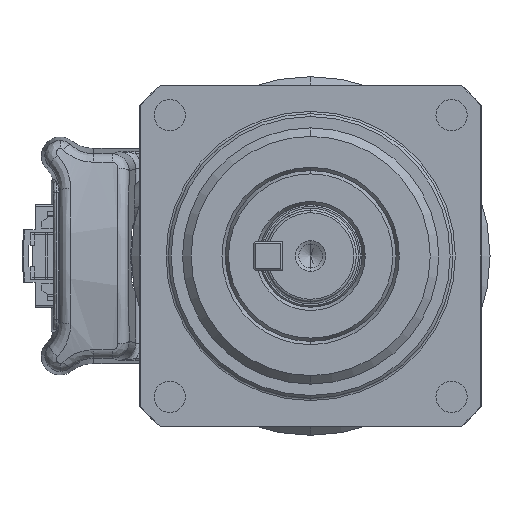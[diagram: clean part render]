
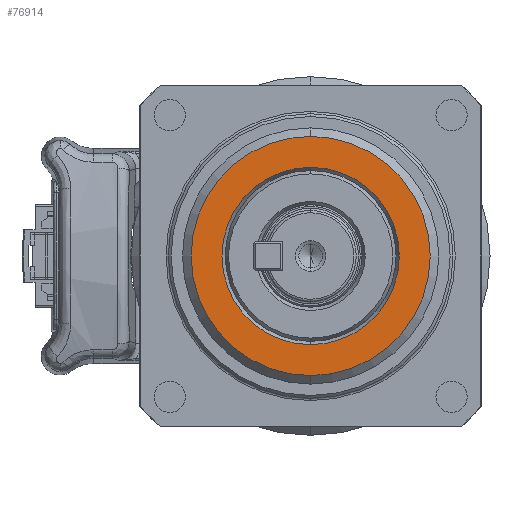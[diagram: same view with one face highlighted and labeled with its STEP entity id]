
A CAD part, left-side view. The second image highlights one B-rep face of the part: STEP entity #76914.
In plain terms, the highlighted face is planar.
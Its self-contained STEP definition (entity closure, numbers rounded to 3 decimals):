
#2624 = DIRECTION ( 'NONE',  ( 1., 0., 0. ) ) ;
#4517 = CARTESIAN_POINT ( 'NONE',  ( 21., 0., 7.5 ) ) ;
#6380 = CARTESIAN_POINT ( 'NONE',  ( 0., 0., 7.5 ) ) ;
#11389 = DIRECTION ( 'NONE',  ( 0., 0., -1. ) ) ;
#18412 = DIRECTION ( 'NONE',  ( -1., 0., 0. ) ) ;
#24047 = DIRECTION ( 'NONE',  ( 1., 0., 0. ) ) ;
#24500 = VERTEX_POINT ( 'NONE', #4517 ) ;
#31047 = EDGE_CURVE ( 'NONE', #24500, #113102, #59246, .T. ) ;
#34121 = CIRCLE ( 'NONE', #139035, 21. ) ;
#35550 = CIRCLE ( 'NONE', #114075, 15.577 ) ;
#46087 = CARTESIAN_POINT ( 'NONE',  ( 15.577, 0., 7.5 ) ) ;
#47112 = EDGE_CURVE ( 'NONE', #113102, #24500, #34121, .T. ) ;
#50026 = ORIENTED_EDGE ( 'NONE', *, *, #31047, .F. ) ;
#50876 = VERTEX_POINT ( 'NONE', #46087 ) ;
#54885 = DIRECTION ( 'NONE',  ( 0., 0., -1. ) ) ;
#54901 = CARTESIAN_POINT ( 'NONE',  ( -15.577, 0., 7.5 ) ) ;
#55809 = FACE_OUTER_BOUND ( 'NONE', #103805, .T. ) ;
#56526 = EDGE_CURVE ( 'NONE', #95183, #50876, #35550, .T. ) ;
#59246 = CIRCLE ( 'NONE', #114921, 21. ) ;
#74249 = DIRECTION ( 'NONE',  ( 0., 0., -1. ) ) ;
#76914 = ADVANCED_FACE ( 'NONE', ( #115752, #55809 ), #91951, .T. ) ;
#77820 = CARTESIAN_POINT ( 'NONE',  ( -21., 0., 7.5 ) ) ;
#81385 = ORIENTED_EDGE ( 'NONE', *, *, #56526, .T. ) ;
#83016 = CARTESIAN_POINT ( 'NONE',  ( 0., 0., 7.5 ) ) ;
#83643 = CARTESIAN_POINT ( 'NONE',  ( -23.1, -23.1, 7.5 ) ) ;
#85070 = EDGE_LOOP ( 'NONE', ( #153493, #81385 ) ) ;
#90009 = DIRECTION ( 'NONE',  ( 0., 0., -1. ) ) ;
#91951 = PLANE ( 'NONE',  #154463 ) ;
#95087 = DIRECTION ( 'NONE',  ( 1., 0., 0. ) ) ;
#95183 = VERTEX_POINT ( 'NONE', #54901 ) ;
#95702 = DIRECTION ( 'NONE',  ( 0., 0., 1. ) ) ;
#98797 = CIRCLE ( 'NONE', #103444, 15.577 ) ;
#103444 = AXIS2_PLACEMENT_3D ( 'NONE', #83016, #11389, #95087 ) ;
#103805 = EDGE_LOOP ( 'NONE', ( #111234, #50026 ) ) ;
#111234 = ORIENTED_EDGE ( 'NONE', *, *, #47112, .F. ) ;
#113102 = VERTEX_POINT ( 'NONE', #77820 ) ;
#113257 = EDGE_CURVE ( 'NONE', #50876, #95183, #98797, .T. ) ;
#114075 = AXIS2_PLACEMENT_3D ( 'NONE', #146019, #74249, #2624 ) ;
#114921 = AXIS2_PLACEMENT_3D ( 'NONE', #126601, #54885, #138667 ) ;
#115752 = FACE_BOUND ( 'NONE', #85070, .T. ) ;
#126601 = CARTESIAN_POINT ( 'NONE',  ( 0., 0., 7.5 ) ) ;
#138667 = DIRECTION ( 'NONE',  ( -1., 0., 0. ) ) ;
#139035 = AXIS2_PLACEMENT_3D ( 'NONE', #6380, #90009, #18412 ) ;
#146019 = CARTESIAN_POINT ( 'NONE',  ( 0., 0., 7.5 ) ) ;
#153493 = ORIENTED_EDGE ( 'NONE', *, *, #113257, .T. ) ;
#154463 = AXIS2_PLACEMENT_3D ( 'NONE', #83643, #95702, #24047 ) ;
